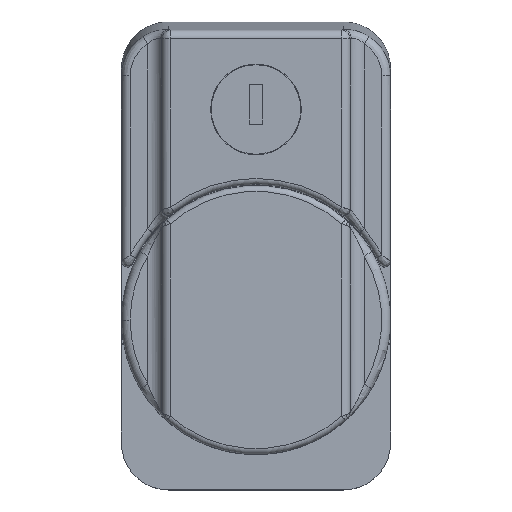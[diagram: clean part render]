
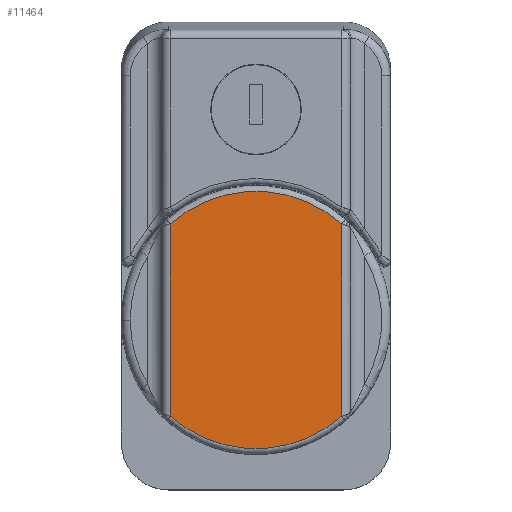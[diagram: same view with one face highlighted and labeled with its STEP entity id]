
A CAD part, top view. The second image highlights one B-rep face of the part: STEP entity #11464.
In plain terms, the highlighted planar face has unit normal (0, 0, 1).
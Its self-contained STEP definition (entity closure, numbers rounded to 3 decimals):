
#301 = ORIENTED_EDGE ( 'NONE', *, *, #8443, .T. ) ;
#427 = CARTESIAN_POINT ( 'NONE',  ( 0., 0., 13. ) ) ;
#625 = CARTESIAN_POINT ( 'NONE',  ( 14.627, -16.433, 13. ) ) ;
#978 = CARTESIAN_POINT ( 'NONE',  ( 14.627, 0., 13. ) ) ;
#1268 = PLANE ( 'NONE',  #9033 ) ;
#1881 = VERTEX_POINT ( 'NONE', #2594 ) ;
#2075 = VECTOR ( 'NONE', #8492, 1000. ) ;
#2594 = CARTESIAN_POINT ( 'NONE',  ( -14.627, -16.433, 13. ) ) ;
#2748 = CARTESIAN_POINT ( 'NONE',  ( 14.627, 16.433, 13. ) ) ;
#3122 = DIRECTION ( 'NONE',  ( 0., 0., -1. ) ) ;
#3311 = AXIS2_PLACEMENT_3D ( 'NONE', #4634, #11090, #6460 ) ;
#3367 = CARTESIAN_POINT ( 'NONE',  ( -14.627, 0., 13. ) ) ;
#3799 = EDGE_CURVE ( 'NONE', #8480, #1881, #7318, .T. ) ;
#3924 = CIRCLE ( 'NONE', #3311, 22. ) ;
#4364 = CARTESIAN_POINT ( 'NONE',  ( 0., 0., 13. ) ) ;
#4485 = EDGE_LOOP ( 'NONE', ( #4864, #9589, #11019, #301 ) ) ;
#4634 = CARTESIAN_POINT ( 'NONE',  ( 0., 0., 13. ) ) ;
#4864 = ORIENTED_EDGE ( 'NONE', *, *, #3799, .T. ) ;
#5803 = VERTEX_POINT ( 'NONE', #625 ) ;
#6062 = DIRECTION ( 'NONE',  ( 0., -1., 0. ) ) ;
#6093 = DIRECTION ( 'NONE',  ( 0., 0., 1. ) ) ;
#6322 = CARTESIAN_POINT ( 'NONE',  ( -14.627, 16.433, 13. ) ) ;
#6460 = DIRECTION ( 'NONE',  ( -1., 0., 0. ) ) ;
#6519 = AXIS2_PLACEMENT_3D ( 'NONE', #4364, #6093, #7014 ) ;
#7014 = DIRECTION ( 'NONE',  ( -1., 0., 0. ) ) ;
#7318 = LINE ( 'NONE', #3367, #11525 ) ;
#7543 = EDGE_CURVE ( 'NONE', #5803, #10215, #8393, .T. ) ;
#7576 = CIRCLE ( 'NONE', #6519, 22. ) ;
#8393 = LINE ( 'NONE', #978, #2075 ) ;
#8443 = EDGE_CURVE ( 'NONE', #10215, #8480, #3924, .T. ) ;
#8480 = VERTEX_POINT ( 'NONE', #6322 ) ;
#8492 = DIRECTION ( 'NONE',  ( 0., 1., 0. ) ) ;
#8611 = FACE_OUTER_BOUND ( 'NONE', #4485, .T. ) ;
#8755 = DIRECTION ( 'NONE',  ( -1., 0., 0. ) ) ;
#9033 = AXIS2_PLACEMENT_3D ( 'NONE', #427, #3122, #8755 ) ;
#9589 = ORIENTED_EDGE ( 'NONE', *, *, #11513, .T. ) ;
#10215 = VERTEX_POINT ( 'NONE', #2748 ) ;
#11019 = ORIENTED_EDGE ( 'NONE', *, *, #7543, .T. ) ;
#11090 = DIRECTION ( 'NONE',  ( 0., 0., 1. ) ) ;
#11464 = ADVANCED_FACE ( 'NONE', ( #8611 ), #1268, .F. ) ;
#11513 = EDGE_CURVE ( 'NONE', #1881, #5803, #7576, .T. ) ;
#11525 = VECTOR ( 'NONE', #6062, 1000. ) ;
